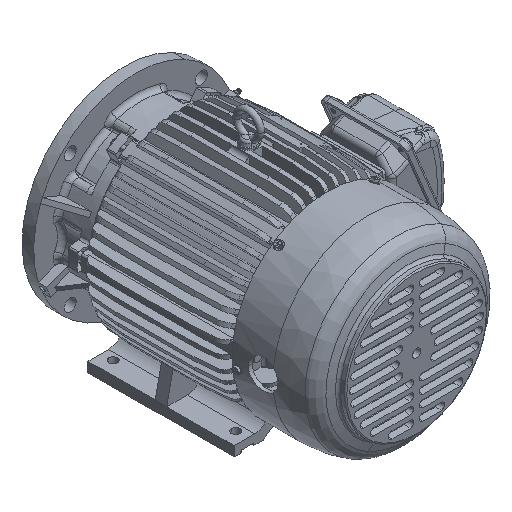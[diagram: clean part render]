
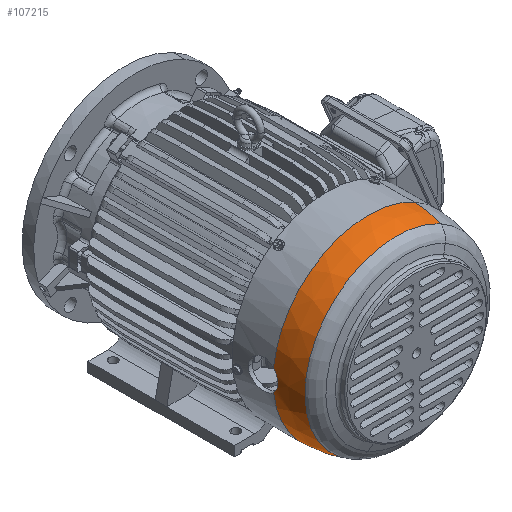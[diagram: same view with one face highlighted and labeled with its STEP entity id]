
A CAD part, isometric view. The second image highlights one B-rep face of the part: STEP entity #107215.
In plain terms, the highlighted spherical face has radius 163.5 mm.
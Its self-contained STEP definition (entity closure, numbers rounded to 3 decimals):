
#102009=CARTESIAN_POINT('Axis2P3D Location',(0.,-205.,0.)) ;
#102018=CARTESIAN_POINT('Vertex',(-78.386,-205.,-143.485)) ;
#102025=CARTESIAN_POINT('Vertex',(-74.953,-252.855,-137.201)) ;
#102028=CARTESIAN_POINT('Axis2P3D Location',(0.,-205.,0.)) ;
#102049=CARTESIAN_POINT('Vertex',(74.953,-252.855,137.201)) ;
#102080=CARTESIAN_POINT('Axis2P3D Location',(0.,-252.855,0.)) ;
#105828=CARTESIAN_POINT('Vertex',(-162.469,-205.,-18.33)) ;
#105832=CARTESIAN_POINT('Control Point',(-162.469,-205.,-18.33)) ;
#105833=CARTESIAN_POINT('Control Point',(-162.863,-208.766,-14.838)) ;
#105834=CARTESIAN_POINT('Control Point',(-163.157,-211.584,-10.302)) ;
#105835=CARTESIAN_POINT('Control Point',(-163.304,-213.,-5.148)) ;
#105836=CARTESIAN_POINT('Control Point',(-163.304,-213.,0.)) ;
#105837=CARTESIAN_POINT('Vertex',(-163.304,-213.,0.)) ;
#106321=CARTESIAN_POINT('Control Point',(-162.469,-205.,18.33)) ;
#106322=CARTESIAN_POINT('Control Point',(-162.863,-208.766,14.838)) ;
#106323=CARTESIAN_POINT('Control Point',(-163.157,-211.584,10.302)) ;
#106324=CARTESIAN_POINT('Control Point',(-163.304,-213.,5.148)) ;
#106325=CARTESIAN_POINT('Control Point',(-163.304,-213.,0.)) ;
#106326=CARTESIAN_POINT('Vertex',(-162.469,-205.,18.33)) ;
#107189=CARTESIAN_POINT('Axis2P3D Location',(0.,-205.,0.)) ;
#107194=CARTESIAN_POINT('Axis2P3D Location',(0.,-205.,0.)) ;
#107198=CARTESIAN_POINT('Vertex',(78.386,-205.,143.485)) ;
#107201=CARTESIAN_POINT('Axis2P3D Location',(0.,-205.,0.)) ;
#102010=DIRECTION('Axis2P3D Direction',(0.,1.,0.)) ;
#102011=DIRECTION('Axis2P3D XDirection',(0.479,0.,0.878)) ;
#102029=DIRECTION('Axis2P3D Direction',(0.878,0.,-0.479)) ;
#102081=DIRECTION('Axis2P3D Direction',(0.,1.,0.)) ;
#107190=DIRECTION('Axis2P3D Direction',(0.,1.,0.)) ;
#107195=DIRECTION('Axis2P3D Direction',(-0.878,0.,0.479)) ;
#107202=DIRECTION('Axis2P3D Direction',(0.,1.,0.)) ;
#102012=AXIS2_PLACEMENT_3D('Sphere Axis2P3D',#102009,#102010,#102011) ;
#102030=AXIS2_PLACEMENT_3D('Circle Axis2P3D',#102028,#102029,$) ;
#102082=AXIS2_PLACEMENT_3D('Circle Axis2P3D',#102080,#102081,$) ;
#107191=AXIS2_PLACEMENT_3D('Circle Axis2P3D',#107189,#107190,$) ;
#107196=AXIS2_PLACEMENT_3D('Circle Axis2P3D',#107194,#107195,$) ;
#107203=AXIS2_PLACEMENT_3D('Circle Axis2P3D',#107201,#107202,$) ;
#107207=ORIENTED_EDGE('',*,*,#107193,.F.) ;
#107208=ORIENTED_EDGE('',*,*,#102032,.T.) ;
#107209=ORIENTED_EDGE('',*,*,#102084,.T.) ;
#107210=ORIENTED_EDGE('',*,*,#107200,.F.) ;
#107211=ORIENTED_EDGE('',*,*,#107205,.F.) ;
#107212=ORIENTED_EDGE('',*,*,#106328,.T.) ;
#107213=ORIENTED_EDGE('',*,*,#105839,.F.) ;
#107215=ADVANCED_FACE('31407C370.1',(#107214),#102013,.T.) ;
#105831=B_SPLINE_CURVE_WITH_KNOTS('',4,(#105832,#105833,#105834,#105835,#105836),.UNSPECIFIED.,.F.,.U.,(5,5),(0.,29.138),.UNSPECIFIED.) ;
#106320=B_SPLINE_CURVE_WITH_KNOTS('',4,(#106321,#106322,#106323,#106324,#106325),.UNSPECIFIED.,.F.,.U.,(5,5),(0.,29.138),.UNSPECIFIED.) ;
#102031=CIRCLE('generated circle',#102030,163.5) ;
#102083=CIRCLE('generated circle',#102082,156.34) ;
#107192=CIRCLE('generated circle',#107191,163.5) ;
#107197=CIRCLE('generated circle',#107196,163.5) ;
#107204=CIRCLE('generated circle',#107203,163.5) ;
#102032=EDGE_CURVE('',#102019,#102026,#102031,.F.) ;
#102084=EDGE_CURVE('',#102026,#102050,#102083,.T.) ;
#105839=EDGE_CURVE('',#105829,#105838,#105831,.T.) ;
#106328=EDGE_CURVE('',#106327,#105838,#106320,.T.) ;
#107193=EDGE_CURVE('',#102019,#105829,#107192,.T.) ;
#107200=EDGE_CURVE('',#107199,#102050,#107197,.F.) ;
#107205=EDGE_CURVE('',#106327,#107199,#107204,.T.) ;
#107206=EDGE_LOOP('',(#107207,#107208,#107209,#107210,#107211,#107212,#107213)) ;
#107214=FACE_OUTER_BOUND('',#107206,.T.) ;
#102013=SPHERICAL_SURFACE('',#102012,163.5) ;
#102019=VERTEX_POINT('',#102018) ;
#102026=VERTEX_POINT('',#102025) ;
#102050=VERTEX_POINT('',#102049) ;
#105829=VERTEX_POINT('',#105828) ;
#105838=VERTEX_POINT('',#105837) ;
#106327=VERTEX_POINT('',#106326) ;
#107199=VERTEX_POINT('',#107198) ;
